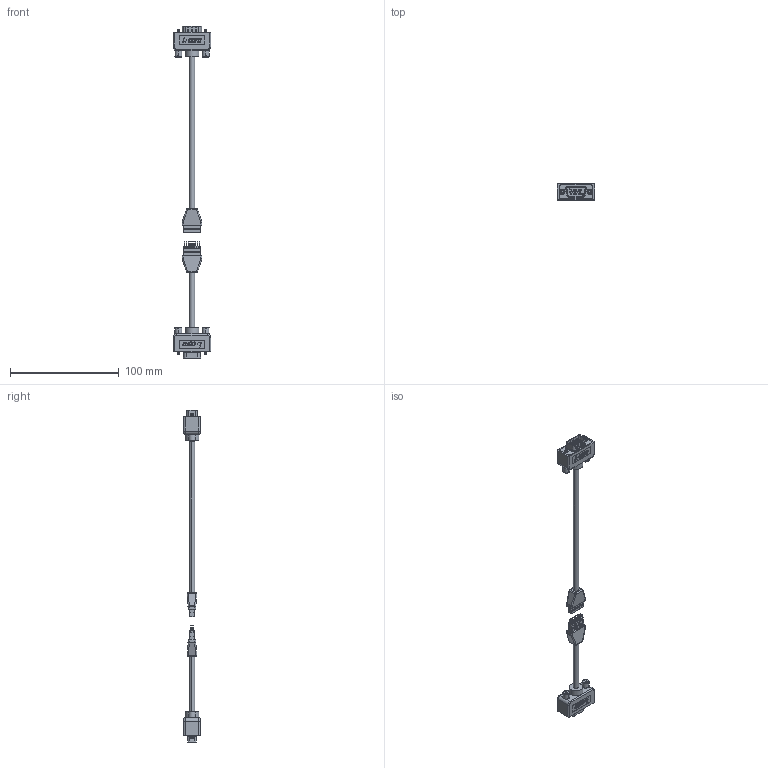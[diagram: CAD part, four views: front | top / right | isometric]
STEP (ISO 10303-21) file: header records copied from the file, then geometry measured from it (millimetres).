
FILE_DESCRIPTION (( 'STEP AP203' ), '1' );
FILE_NAME ('CTLB3VGAMF-T.STEP', '2010-08-26T14:20:34', ( 'x' ), ( 'Microsoft' ), 'SwSTEP 2.0', 'SolidWorks 2010', '' );
FILE_SCHEMA (( 'CONFIG_CONTROL_DESIGN' ));
Length unit declared in the file: inch
Products named in the file (17): 3AB01-120; 1AA10-050; 1AM07-026; 1AC04-002; 1AJ06-027_WITHOUT KNURL; MTN-324; 1AC04-001; CTLB3VGAMF-T; 1AL05-014; 1AV02-007_SINGLE CONTACT; 3AB01-122; MTN-234; MTN-247; MTN-245; 1AL05-014_2" LONG; 3AB01-120_with female connector; MTN-233
Assembly tree (37 placements, depth 3):
  CTLB3VGAMF-T
    3AB01-120
      1AV02-007_SINGLE CONTACT  x15
      1AC04-001
      MTN-324
      MTN-233
      1AJ06-027_WITHOUT KNURL  x2
    3AB01-122
      MTN-245  x2
      MTN-234
      1AA10-050  x2
      MTN-247
      1AM07-026
    3AB01-120_with female connector
      MTN-324
      1AC04-002
      MTN-233
      1AJ06-027_WITHOUT KNURL  x2
    1AL05-014_2" LONG
    1AL05-014
Bounding box: 34.16 x 14.83 x 305.44 mm (x, y, z)
Volume: 33822.4 mm3; surface area: 24497.9 mm2
Topology: 34 solids, 34 shells, 2766 faces, 7158 edges, 4523 vertices
Faces by surface type: plane 1522, cylinder 720, cone 192, bspline 188, torus 96, sphere 48
Entity records: 57165 total; most frequent: CARTESIAN_POINT 17933, ORIENTED_EDGE 7728, DIRECTION 7306, EDGE_CURVE 3864, LINE 2778, VECTOR 2778, VERTEX_POINT 2455, AXIS2_PLACEMENT_3D 2264
